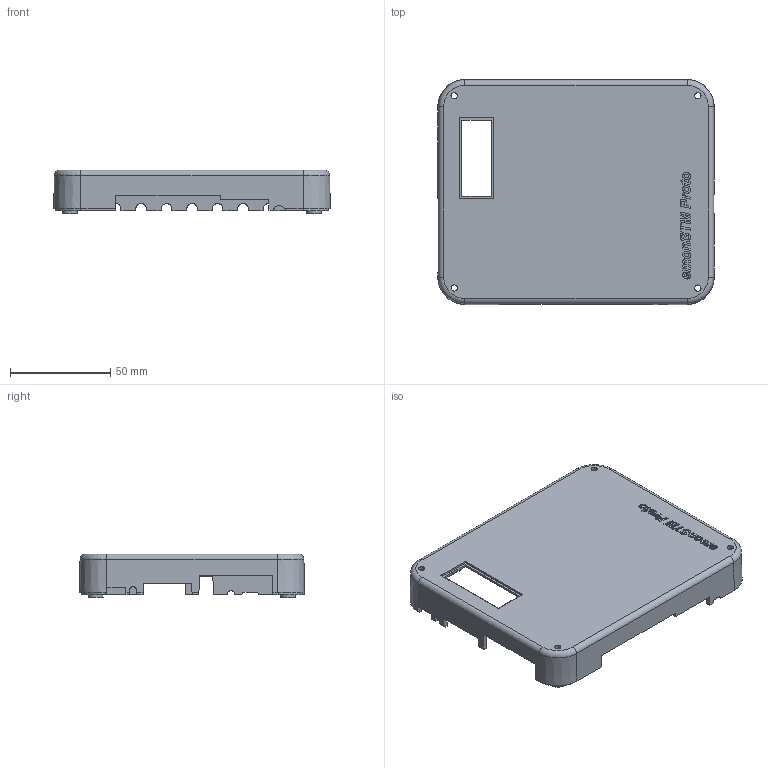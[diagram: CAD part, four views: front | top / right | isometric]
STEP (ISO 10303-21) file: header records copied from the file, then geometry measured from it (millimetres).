
FILE_DESCRIPTION(/* description */ (''),/* implementation_level */ '2;1');
FILE_NAME(/* name */ 'stm32 v0.8a v32.step',/* time_stamp */ '2020-04-28T14:17:15+01:00',/* author */ (''),/* organization */ (''),/* preprocessor_version */ 'ST-DEVELOPER v18.1',/* originating_system */ 'Autodesk Translation Framework v9.2.0.1227',/* authorisation */ '');
FILE_SCHEMA (('AUTOMOTIVE_DESIGN { 1 0 10303 214 3 1 1 }'));
Length unit declared in the file: millimetre
Products named in the file (5): stm32 v0.8a; v0.8-top; stm32 v0 (1); proto3 (2); top_case (1)
Assembly tree (4 placements, depth 5):
  stm32 v0.8a
    v0.8-top
      stm32 v0 (1)
        proto3 (2)
          top_case (1)
Bounding box: 137.86 x 112.22 x 21.9 mm (x, y, z)
Volume: 48816.8 mm3; surface area: 46355 mm2
Topology: 1 solids, 1 shells, 438 faces, 1232 edges, 818 vertices
Faces by surface type: plane 223, bspline 165, cone 28, cylinder 18, torus 4
Entity records: 17767 total; most frequent: CARTESIAN_POINT 7369, ORIENTED_EDGE 2464, DIRECTION 1577, EDGE_CURVE 1232, VERTEX_POINT 818, LINE 757, VECTOR 757, EDGE_LOOP 470
